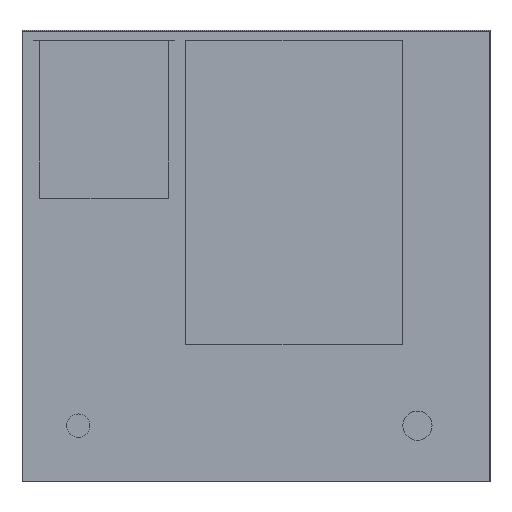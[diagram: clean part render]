
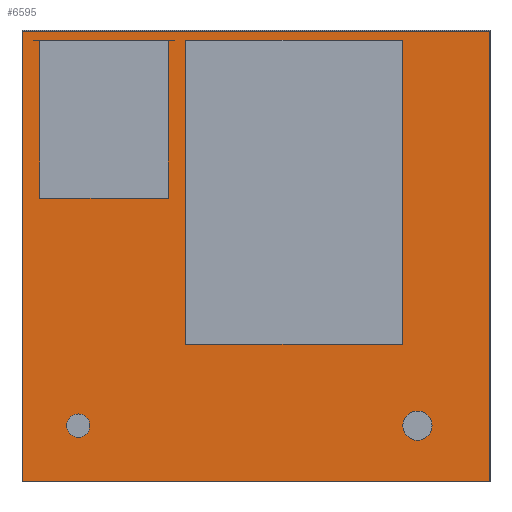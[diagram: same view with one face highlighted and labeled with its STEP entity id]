
A CAD part, front view. The second image highlights one B-rep face of the part: STEP entity #6595.
In plain terms, the highlighted planar face has unit normal (0, -1, 0).
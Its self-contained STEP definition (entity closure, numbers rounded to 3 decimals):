
#268=FACE_OUTER_BOUND('',#680,.T.);
#680=EDGE_LOOP('',(#4439,#4440,#4441,#4442));
#1112=LINE('',#9497,#1957);
#1116=LINE('',#9505,#1961);
#1119=LINE('',#9511,#1964);
#1122=LINE('',#9516,#1967);
#1957=VECTOR('',#7638,10.);
#1961=VECTOR('',#7644,10.);
#1964=VECTOR('',#7649,10.);
#1967=VECTOR('',#7654,10.);
#2786=VERTEX_POINT('',#9495);
#2787=VERTEX_POINT('',#9496);
#2790=VERTEX_POINT('',#9504);
#2792=VERTEX_POINT('',#9510);
#3434=EDGE_CURVE('',#2786,#2787,#1112,.T.);
#3438=EDGE_CURVE('',#2790,#2786,#1116,.T.);
#3441=EDGE_CURVE('',#2792,#2790,#1119,.T.);
#3444=EDGE_CURVE('',#2787,#2792,#1122,.T.);
#4439=ORIENTED_EDGE('',*,*,#3444,.F.);
#4440=ORIENTED_EDGE('',*,*,#3434,.F.);
#4441=ORIENTED_EDGE('',*,*,#3438,.F.);
#4442=ORIENTED_EDGE('',*,*,#3441,.F.);
#6222=PLANE('',#7071);
#6595=ADVANCED_FACE('',(#268),#6222,.F.);
#7071=AXIS2_PLACEMENT_3D('',#9519,#7658,#7659);
#7638=DIRECTION('',(1.,0.,0.));
#7644=DIRECTION('',(0.,0.,1.));
#7649=DIRECTION('',(-1.,0.,0.));
#7654=DIRECTION('',(0.,0.,-1.));
#7658=DIRECTION('center_axis',(0.,1.,0.));
#7659=DIRECTION('ref_axis',(0.,0.,1.));
#9495=CARTESIAN_POINT('',(-400.,0.,17.4));
#9496=CARTESIAN_POINT('',(400.,0.,17.4));
#9497=CARTESIAN_POINT('',(-400.,0.,17.4));
#9504=CARTESIAN_POINT('',(-400.,0.,-752.6));
#9505=CARTESIAN_POINT('',(-400.,0.,-752.6));
#9510=CARTESIAN_POINT('',(400.,0.,-752.6));
#9511=CARTESIAN_POINT('',(400.,0.,-752.6));
#9516=CARTESIAN_POINT('',(400.,0.,17.4));
#9519=CARTESIAN_POINT('Origin',(0.,0.,-367.6));
